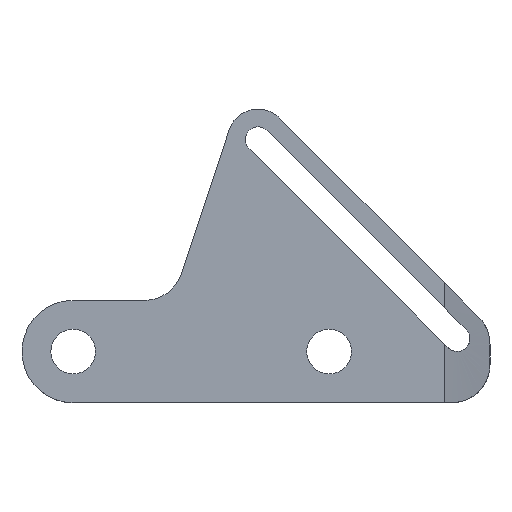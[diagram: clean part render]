
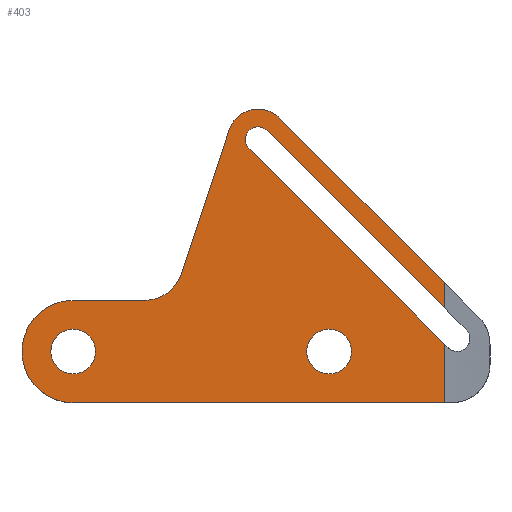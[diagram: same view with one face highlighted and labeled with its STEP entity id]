
A CAD part, top view. The second image highlights one B-rep face of the part: STEP entity #403.
In plain terms, the highlighted planar face has unit normal (0, 0, 1).
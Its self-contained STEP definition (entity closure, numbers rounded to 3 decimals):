
#15=FACE_BOUND('',#73,.T.);
#16=FACE_BOUND('',#74,.T.);
#19=CIRCLE('',#434,3.);
#21=CIRCLE('',#438,2.384);
#22=CIRCLE('',#439,4.);
#23=CIRCLE('',#440,1.);
#24=CIRCLE('',#441,1.75);
#25=CIRCLE('',#442,1.75);
#38=PLANE('',#437);
#52=FACE_OUTER_BOUND('',#72,.T.);
#72=EDGE_LOOP('',(#314,#315,#316,#317,#318,#319,#320,#321,#322,#323,#324,
#325));
#73=EDGE_LOOP('',(#326));
#74=EDGE_LOOP('',(#327));
#92=LINE('',#613,#124);
#93=LINE('',#649,#125);
#94=LINE('',#708,#126);
#97=LINE('',#805,#129);
#106=LINE('',#924,#138);
#107=LINE('',#927,#139);
#108=LINE('',#930,#140);
#109=LINE('',#933,#141);
#124=VECTOR('',#469,10.);
#125=VECTOR('',#470,10.);
#126=VECTOR('',#471,10.);
#129=VECTOR('',#478,10.);
#138=VECTOR('',#495,10.);
#139=VECTOR('',#498,10.);
#140=VECTOR('',#501,10.);
#141=VECTOR('',#504,10.);
#172=VERTEX_POINT('',#610);
#173=VERTEX_POINT('',#612);
#174=VERTEX_POINT('',#648);
#177=VERTEX_POINT('',#702);
#178=VERTEX_POINT('',#707);
#183=VERTEX_POINT('',#804);
#190=VERTEX_POINT('',#911);
#191=VERTEX_POINT('',#912);
#195=VERTEX_POINT('',#922);
#196=VERTEX_POINT('',#926);
#197=VERTEX_POINT('',#928);
#198=VERTEX_POINT('',#932);
#199=VERTEX_POINT('',#935);
#200=VERTEX_POINT('',#937);
#213=EDGE_CURVE('',#173,#172,#92,.T.);
#215=EDGE_CURVE('',#174,#173,#93,.T.);
#219=EDGE_CURVE('',#178,#177,#94,.T.);
#226=EDGE_CURVE('',#183,#178,#97,.T.);
#236=EDGE_CURVE('',#190,#191,#19,.T.);
#242=EDGE_CURVE('',#191,#195,#106,.T.);
#243=EDGE_CURVE('',#196,#174,#107,.T.);
#244=EDGE_CURVE('',#172,#197,#21,.T.);
#245=EDGE_CURVE('',#197,#190,#108,.T.);
#246=EDGE_CURVE('',#195,#183,#22,.T.);
#247=EDGE_CURVE('',#177,#198,#109,.T.);
#248=EDGE_CURVE('',#198,#196,#23,.T.);
#249=EDGE_CURVE('',#199,#199,#24,.T.);
#250=EDGE_CURVE('',#200,#200,#25,.T.);
#314=ORIENTED_EDGE('',*,*,#243,.T.);
#315=ORIENTED_EDGE('',*,*,#215,.T.);
#316=ORIENTED_EDGE('',*,*,#213,.T.);
#317=ORIENTED_EDGE('',*,*,#244,.T.);
#318=ORIENTED_EDGE('',*,*,#245,.T.);
#319=ORIENTED_EDGE('',*,*,#236,.T.);
#320=ORIENTED_EDGE('',*,*,#242,.T.);
#321=ORIENTED_EDGE('',*,*,#246,.T.);
#322=ORIENTED_EDGE('',*,*,#226,.T.);
#323=ORIENTED_EDGE('',*,*,#219,.T.);
#324=ORIENTED_EDGE('',*,*,#247,.T.);
#325=ORIENTED_EDGE('',*,*,#248,.T.);
#326=ORIENTED_EDGE('',*,*,#249,.T.);
#327=ORIENTED_EDGE('',*,*,#250,.T.);
#403=ADVANCED_FACE('',(#52,#15,#16),#38,.T.);
#434=AXIS2_PLACEMENT_3D('',#913,#485,#486);
#437=AXIS2_PLACEMENT_3D('',#925,#496,#497);
#438=AXIS2_PLACEMENT_3D('',#929,#499,#500);
#439=AXIS2_PLACEMENT_3D('',#931,#502,#503);
#440=AXIS2_PLACEMENT_3D('',#934,#505,#506);
#441=AXIS2_PLACEMENT_3D('',#936,#507,#508);
#442=AXIS2_PLACEMENT_3D('',#938,#509,#510);
#469=DIRECTION('',(-0.707,0.707,0.));
#470=DIRECTION('',(0.,1.,0.));
#471=DIRECTION('',(0.,1.,0.));
#478=DIRECTION('',(1.,0.,0.));
#485=DIRECTION('center_axis',(0.,0.,-1.));
#486=DIRECTION('ref_axis',(0.585,-0.811,0.));
#495=DIRECTION('',(-1.,0.,0.));
#496=DIRECTION('center_axis',(0.,0.,1.));
#497=DIRECTION('ref_axis',(1.,0.,0.));
#498=DIRECTION('',(0.707,-0.707,0.));
#499=DIRECTION('center_axis',(0.,0.,1.));
#500=DIRECTION('ref_axis',(1.,0.,0.));
#501=DIRECTION('',(-0.316,-0.949,0.));
#502=DIRECTION('center_axis',(0.,0.,1.));
#503=DIRECTION('ref_axis',(0.,1.,0.));
#504=DIRECTION('',(-0.707,0.707,0.));
#505=DIRECTION('center_axis',(0.,0.,-1.));
#506=DIRECTION('ref_axis',(0.707,0.707,0.));
#507=DIRECTION('center_axis',(0.,0.,-1.));
#508=DIRECTION('ref_axis',(1.,0.,0.));
#509=DIRECTION('center_axis',(0.,0.,-1.));
#510=DIRECTION('ref_axis',(1.,0.,0.));
#610=CARTESIAN_POINT('',(16.13,18.242,25.));
#612=CARTESIAN_POINT('',(29.,5.372,25.));
#613=CARTESIAN_POINT('',(24.627,9.746,25.));
#648=CARTESIAN_POINT('',(29.,3.414,25.));
#649=CARTESIAN_POINT('',(29.,-4.,25.));
#702=CARTESIAN_POINT('',(29.,0.586,25.));
#707=CARTESIAN_POINT('',(29.,-4.,25.));
#708=CARTESIAN_POINT('',(29.,-4.,25.));
#804=CARTESIAN_POINT('',(0.,-4.,25.));
#805=CARTESIAN_POINT('',(-2.5,-4.,25.));
#911=CARTESIAN_POINT('',(8.425,6.051,25.));
#912=CARTESIAN_POINT('',(5.58,4.,25.));
#913=CARTESIAN_POINT('Origin',(5.58,7.,25.));
#922=CARTESIAN_POINT('',(0.,4.,25.));
#924=CARTESIAN_POINT('',(1.371,4.,25.));
#925=CARTESIAN_POINT('Origin',(-5.,-4.,25.));
#926=CARTESIAN_POINT('',(15.151,17.263,25.));
#927=CARTESIAN_POINT('',(15.429,16.985,25.));
#928=CARTESIAN_POINT('',(12.182,17.311,25.));
#929=CARTESIAN_POINT('Origin',(14.444,16.556,25.));
#930=CARTESIAN_POINT('',(8.123,5.144,25.));
#931=CARTESIAN_POINT('Origin',(0.,0.,25.));
#932=CARTESIAN_POINT('',(13.737,15.849,25.));
#933=CARTESIAN_POINT('',(21.793,7.793,25.));
#934=CARTESIAN_POINT('Origin',(14.444,16.556,25.));
#935=CARTESIAN_POINT('',(18.25,0.,25.));
#936=CARTESIAN_POINT('Origin',(20.,0.,25.));
#937=CARTESIAN_POINT('',(-1.75,0.,25.));
#938=CARTESIAN_POINT('Origin',(0.,0.,25.));
